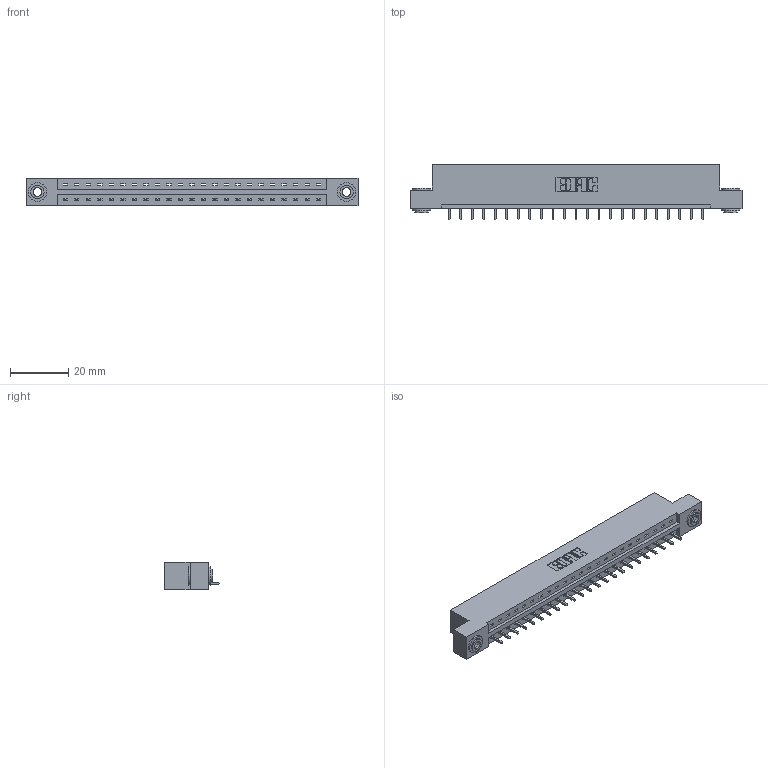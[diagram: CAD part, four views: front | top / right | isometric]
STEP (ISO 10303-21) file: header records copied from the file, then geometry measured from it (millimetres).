
FILE_DESCRIPTION (( 'STEP AP203' ), '1' );
FILE_NAME ('387-023-521-103.STEP', '2019-10-03T02:18:57', ( '' ), ( '' ), 'SwSTEP 2.0', 'SolidWorks 2016', '' );
FILE_SCHEMA (( 'CONFIG_CONTROL_DESIGN' ));
Length unit declared in the file: inch
Products named in the file (4): 345-250-002_345-250-002-102; 345-292-001_345-293-121; 387-023-521-103; 337 Part_Flush Mounting Lugs - 0.156 Dia-TH
Assembly tree (26 placements, depth 2):
  387-023-521-103
    337 Part_Flush Mounting Lugs - 0.156 Dia-TH
    345-292-001_345-293-121  x23
    345-250-002_345-250-002-102  x2
Bounding box: 114.15 x 19.06 x 9.4 mm (x, y, z)
Volume: 11579.9 mm3; surface area: 11816 mm2
Topology: 26 solids, 26 shells, 1578 faces, 4711 edges, 3106 vertices
Faces by surface type: plane 1138, cylinder 432, cone 8
Entity records: 20222 total; most frequent: CARTESIAN_POINT 3498, ORIENTED_EDGE 3450, DIRECTION 3017, EDGE_CURVE 1725, VECTOR 1573, LINE 1573, VERTEX_POINT 1146, AXIS2_PLACEMENT_3D 722
